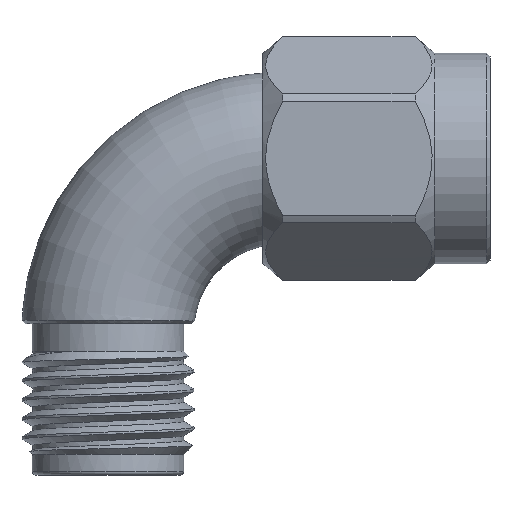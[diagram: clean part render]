
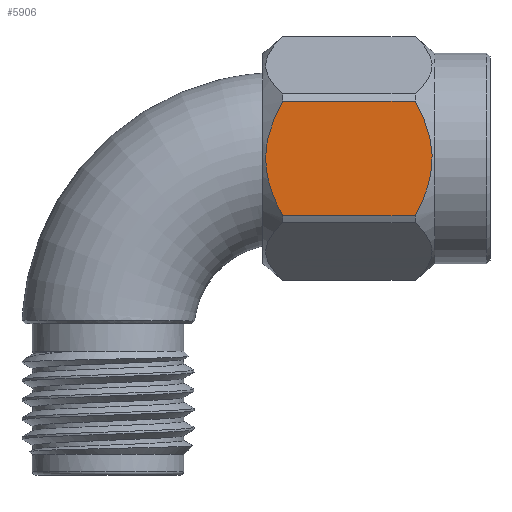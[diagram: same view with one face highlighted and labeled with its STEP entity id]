
A CAD part, top view. The second image highlights one B-rep face of the part: STEP entity #5906.
In plain terms, the highlighted planar face has unit normal (0, 0, 1).
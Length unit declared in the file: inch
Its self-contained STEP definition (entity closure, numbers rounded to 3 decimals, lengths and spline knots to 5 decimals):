
#32 = CARTESIAN_POINT ( 'NONE',  ( 0.2539, 0.54326, 0.15625 ) ) ;
#38 = VECTOR ( 'NONE', #5186, 39.37008 ) ;
#234 = B_SPLINE_CURVE_WITH_KNOTS ( 'NONE', 3,
 ( #4555, #772, #5388, #5842, #317, #2207, #5491, #2746, #458, #5091, #1882, #480, #3647, #2338, #4091, #3666, #5507, #2780, #2764, #419, #1865, #876 ),
 .UNSPECIFIED., .F., .F.,
 ( 4, 1, 1, 1, 1, 2, 2, 2, 1, 1, 1, 1, 2, 2, 4 ),
 ( 0., 0.125, 0.1875, 0.21875, 0.23438, 0.24219, 0.25, 0.5, 0.625, 0.6875, 0.71875, 0.73437, 0.74219, 0.75, 1. ),
 .UNSPECIFIED. ) ;
#317 = CARTESIAN_POINT ( 'NONE',  ( 0.23803, 0.50897, 0.15625 ) ) ;
#411 = CARTESIAN_POINT ( 'NONE',  ( 0.4709, 0.47436, 0.15625 ) ) ;
#419 = CARTESIAN_POINT ( 'NONE',  ( 0.24015, 0.40406, 0.15625 ) ) ;
#429 = CARTESIAN_POINT ( 'NONE',  ( 0.45376, 0.39041, 0.15625 ) ) ;
#444 = EDGE_CURVE ( 'NONE', #4156, #2525, #5953, .T. ) ;
#458 = CARTESIAN_POINT ( 'NONE',  ( 0.2363, 0.50383, 0.15625 ) ) ;
#480 = CARTESIAN_POINT ( 'NONE',  ( 0.22911, 0.45305, 0.15625 ) ) ;
#772 = CARTESIAN_POINT ( 'NONE',  ( 0.25002, 0.53632, 0.15625 ) ) ;
#833 = CARTESIAN_POINT ( 'NONE',  ( 0.015, 0.55021, 0.15625 ) ) ;
#849 = CARTESIAN_POINT ( 'NONE',  ( 0.46779, 0.43115, 0.15624 ) ) ;
#876 = CARTESIAN_POINT ( 'NONE',  ( 0.2539, 0.37674, 0.15625 ) ) ;
#890 = CARTESIAN_POINT ( 'NONE',  ( 0.47028, 0.44549, 0.15624 ) ) ;
#1080 = ORIENTED_EDGE ( 'NONE', *, *, #5964, .F. ) ;
#1286 = DIRECTION ( 'NONE',  ( 0., 0., 1. ) ) ;
#1306 = CARTESIAN_POINT ( 'NONE',  ( 0.46576, 0.42302, 0.15625 ) ) ;
#1325 = CARTESIAN_POINT ( 'NONE',  ( 0.46364, 0.504, 0.15625 ) ) ;
#1741 = CARTESIAN_POINT ( 'NONE',  ( 0.4461, 0.54326, 0.15625 ) ) ;
#1763 = DIRECTION ( 'NONE',  ( -1., 0., 0. ) ) ;
#1778 = FACE_OUTER_BOUND ( 'NONE', #2602, .T. ) ;
#1824 = VERTEX_POINT ( 'NONE', #5900 ) ;
#1865 = CARTESIAN_POINT ( 'NONE',  ( 0.24608, 0.3907, 0.15625 ) ) ;
#1882 = CARTESIAN_POINT ( 'NONE',  ( 0.22913, 0.47428, 0.15625 ) ) ;
#2207 = CARTESIAN_POINT ( 'NONE',  ( 0.23707, 0.50616, 0.15625 ) ) ;
#2218 = CARTESIAN_POINT ( 'NONE',  ( 0.44994, 0.53639, 0.15625 ) ) ;
#2228 = VECTOR ( 'NONE', #1763, 39.37008 ) ;
#2253 = CARTESIAN_POINT ( 'NONE',  ( 0.46107, 0.5114, 0.15625 ) ) ;
#2328 = AXIS2_PLACEMENT_3D ( 'NONE', #833, #1286, #2704 ) ;
#2338 = CARTESIAN_POINT ( 'NONE',  ( 0.23252, 0.42964, 0.15625 ) ) ;
#2525 = VERTEX_POINT ( 'NONE', #3822 ) ;
#2602 = EDGE_LOOP ( 'NONE', ( #2709, #1080, #5246, #4489 ) ) ;
#2648 = CARTESIAN_POINT ( 'NONE',  ( 0.015, 0.54326, 0.15625 ) ) ;
#2704 = DIRECTION ( 'NONE',  ( 0., 1., 0. ) ) ;
#2709 = ORIENTED_EDGE ( 'NONE', *, *, #444, .T. ) ;
#2725 = CARTESIAN_POINT ( 'NONE',  ( 0.2539, 0.37674, 0.15625 ) ) ;
#2746 = CARTESIAN_POINT ( 'NONE',  ( 0.23641, 0.50417, 0.15625 ) ) ;
#2764 = CARTESIAN_POINT ( 'NONE',  ( 0.23597, 0.41722, 0.15625 ) ) ;
#2780 = CARTESIAN_POINT ( 'NONE',  ( 0.23581, 0.41774, 0.15625 ) ) ;
#2791 = CARTESIAN_POINT ( 'NONE',  ( 0.46413, 0.41755, 0.15625 ) ) ;
#3166 = CARTESIAN_POINT ( 'NONE',  ( 0.46441, 0.41846, 0.15625 ) ) ;
#3250 = CARTESIAN_POINT ( 'NONE',  ( 0.45967, 0.40354, 0.15625 ) ) ;
#3611 = CARTESIAN_POINT ( 'NONE',  ( 0.46337, 0.50482, 0.15625 ) ) ;
#3628 = CARTESIAN_POINT ( 'NONE',  ( 0.46376, 0.50364, 0.15625 ) ) ;
#3641 = CARTESIAN_POINT ( 'NONE',  ( 0.47087, 0.45263, 0.15625 ) ) ;
#3647 = CARTESIAN_POINT ( 'NONE',  ( 0.22998, 0.44233, 0.15625 ) ) ;
#3666 = CARTESIAN_POINT ( 'NONE',  ( 0.23511, 0.42004, 0.15625 ) ) ;
#3676 = CARTESIAN_POINT ( 'NONE',  ( 0.46397, 0.41704, 0.15625 ) ) ;
#3708 = CARTESIAN_POINT ( 'NONE',  ( 0.4461, 0.37674, 0.15625 ) ) ;
#3822 = CARTESIAN_POINT ( 'NONE',  ( 0.4461, 0.37674, 0.15625 ) ) ;
#4030 = PLANE ( 'NONE',  #2328 ) ;
#4070 = CARTESIAN_POINT ( 'NONE',  ( 0.46647, 0.42574, 0.15625 ) ) ;
#4083 = CARTESIAN_POINT ( 'NONE',  ( 0.45918, 0.51635, 0.15625 ) ) ;
#4091 = CARTESIAN_POINT ( 'NONE',  ( 0.23418, 0.42324, 0.15625 ) ) ;
#4105 = CARTESIAN_POINT ( 'NONE',  ( 0.46852, 0.43474, 0.15624 ) ) ;
#4156 = VERTEX_POINT ( 'NONE', #2725 ) ;
#4489 = ORIENTED_EDGE ( 'NONE', *, *, #5159, .T. ) ;
#4555 = CARTESIAN_POINT ( 'NONE',  ( 0.2539, 0.54326, 0.15625 ) ) ;
#4557 = VERTEX_POINT ( 'NONE', #32 ) ;
#4978 = CARTESIAN_POINT ( 'NONE',  ( 0.4578, 0.51967, 0.15625 ) ) ;
#4993 = CARTESIAN_POINT ( 'NONE',  ( 0.46198, 0.50893, 0.15625 ) ) ;
#5008 = CARTESIAN_POINT ( 'NONE',  ( 0.46857, 0.48848, 0.15625 ) ) ;
#5091 = CARTESIAN_POINT ( 'NONE',  ( 0.23148, 0.4887, 0.15625 ) ) ;
#5159 = EDGE_CURVE ( 'NONE', #4557, #4156, #234, .T. ) ;
#5186 = DIRECTION ( 'NONE',  ( 1., 0., 0. ) ) ;
#5246 = ORIENTED_EDGE ( 'NONE', *, *, #5886, .T. ) ;
#5388 = CARTESIAN_POINT ( 'NONE',  ( 0.24488, 0.52613, 0.15625 ) ) ;
#5420 = CARTESIAN_POINT ( 'NONE',  ( 0.45335, 0.52965, 0.15625 ) ) ;
#5491 = CARTESIAN_POINT ( 'NONE',  ( 0.23667, 0.50496, 0.15625 ) ) ;
#5507 = CARTESIAN_POINT ( 'NONE',  ( 0.23552, 0.41866, 0.15625 ) ) ;
#5588 = B_SPLINE_CURVE_WITH_KNOTS ( 'NONE', 3,
 ( #1741, #2218, #5420, #4978, #4083, #2253, #4993, #5929, #3611, #1325, #3628, #5008, #411, #3641, #890, #4105, #849, #4070, #1306, #5910, #3166, #2791, #3676, #3250, #429, #3708 ),
 .UNSPECIFIED., .F., .F.,
 ( 4, 2, 2, 1, 1, 2, 2, 2, 2, 2, 1, 1, 2, 2, 4 ),
 ( 0., 0.125, 0.1875, 0.21875, 0.23438, 0.24219, 0.25, 0.5, 0.625, 0.6875, 0.71875, 0.73438, 0.74219, 0.75, 1. ),
 .UNSPECIFIED. ) ;
#5642 = CARTESIAN_POINT ( 'NONE',  ( 0.015, 0.37674, 0.15625 ) ) ;
#5727 = LINE ( 'NONE', #2648, #2228 ) ;
#5842 = CARTESIAN_POINT ( 'NONE',  ( 0.24011, 0.51463, 0.15625 ) ) ;
#5886 = EDGE_CURVE ( 'NONE', #1824, #4557, #5727, .T. ) ;
#5900 = CARTESIAN_POINT ( 'NONE',  ( 0.4461, 0.54326, 0.15625 ) ) ;
#5906 = ADVANCED_FACE ( 'NONE', ( #1778 ), #4030, .T. ) ;
#5910 = CARTESIAN_POINT ( 'NONE',  ( 0.46483, 0.41983, 0.15625 ) ) ;
#5929 = CARTESIAN_POINT ( 'NONE',  ( 0.46297, 0.50605, 0.15625 ) ) ;
#5953 = LINE ( 'NONE', #5642, #38 ) ;
#5964 = EDGE_CURVE ( 'NONE', #1824, #2525, #5588, .T. ) ;
